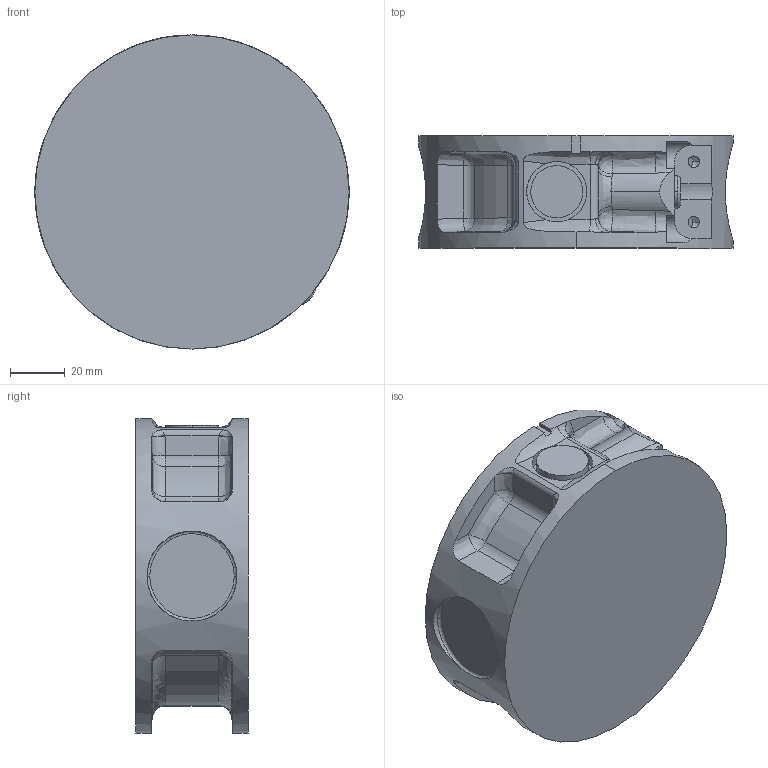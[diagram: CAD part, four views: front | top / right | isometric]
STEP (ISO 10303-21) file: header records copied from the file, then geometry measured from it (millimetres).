
FILE_DESCRIPTION (( 'STEP AP214' ), '1' );
FILE_NAME ('IRB2600_12-185_LINK5_CAD_rev03.STEP', '2016-12-02T11:26:52', ( 'ABB' ), ( 'ABB' ), 'SwSTEP 2.0', 'SolidWorks 2014', '' );
FILE_SCHEMA (( 'AUTOMOTIVE_DESIGN' ));
Length unit declared in the file: millimetre
Products named in the file (1): IRB2600_12-185_LINK5_CAD_rev03
Bounding box: 114.6 x 41 x 114.6 mm (x, y, z)
Volume: 370454.4 mm3; surface area: 40260.2 mm2
Topology: 1 solids, 3 shells, 150 faces, 369 edges, 227 vertices
Faces by surface type: bspline 53, cylinder 47, plane 35, cone 15
Entity records: 7387 total; most frequent: CARTESIAN_POINT 4171, ORIENTED_EDGE 724, DIRECTION 568, EDGE_CURVE 362, AXIS2_PLACEMENT_3D 237, VERTEX_POINT 227, EDGE_LOOP 163, FACE_OUTER_BOUND 150
